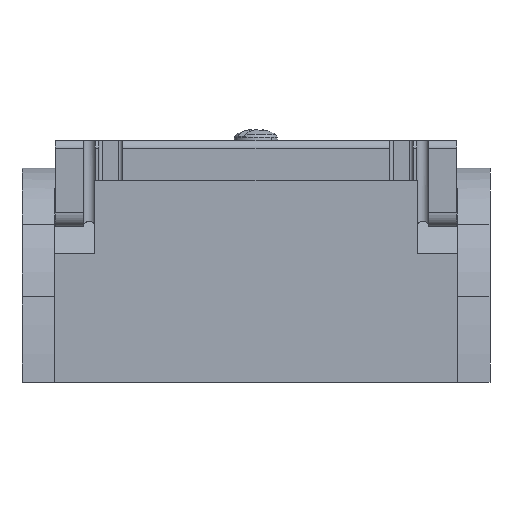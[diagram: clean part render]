
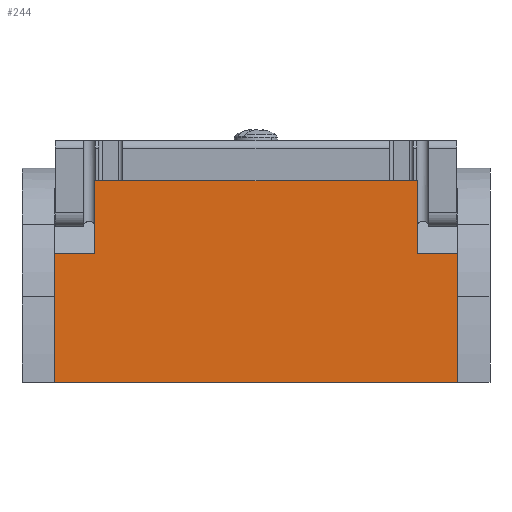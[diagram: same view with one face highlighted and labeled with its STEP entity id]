
A CAD part, front view. The second image highlights one B-rep face of the part: STEP entity #244.
In plain terms, the highlighted planar face has unit normal (0, -1, 0).
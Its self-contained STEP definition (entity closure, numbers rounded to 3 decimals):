
#244=ADVANCED_FACE('',(#661),#662,.T.);
#661=FACE_OUTER_BOUND('',#1098,.T.);
#662=PLANE('',#1099);
#1098=EDGE_LOOP('',(#2791,#2792,#2793,#2794,#2795,#2796,#2797,#2798));
#1099=AXIS2_PLACEMENT_3D('',#2799,#2800,#2801);
#2791=ORIENTED_EDGE('',*,*,#3494,.T.);
#2792=ORIENTED_EDGE('',*,*,#3497,.F.);
#2793=ORIENTED_EDGE('',*,*,#3237,.T.);
#2794=ORIENTED_EDGE('',*,*,#3264,.T.);
#2795=ORIENTED_EDGE('',*,*,#3503,.T.);
#2796=ORIENTED_EDGE('',*,*,#3498,.T.);
#2797=ORIENTED_EDGE('',*,*,#3466,.T.);
#2798=ORIENTED_EDGE('',*,*,#3496,.T.);
#2799=CARTESIAN_POINT('',(-12.5,-51.,0.0));
#2800=DIRECTION('',(0.0,-1.0,0.0));
#2801=DIRECTION('',(1.0,0.0,0.0));
#3237=EDGE_CURVE('',#4018,#4036,#4038,.T.);
#3264=EDGE_CURVE('',#4036,#4080,#4082,.T.);
#3466=EDGE_CURVE('',#4408,#4406,#4409,.T.);
#3494=EDGE_CURVE('',#4458,#4456,#4459,.T.);
#3496=EDGE_CURVE('',#4406,#4458,#4461,.T.);
#3497=EDGE_CURVE('',#4018,#4456,#4462,.T.);
#3498=EDGE_CURVE('',#4463,#4408,#4464,.T.);
#3503=EDGE_CURVE('',#4080,#4463,#4470,.T.);
#4018=VERTEX_POINT('',#5471);
#4036=VERTEX_POINT('',#5495);
#4038=LINE('',#5498,#5499);
#4080=VERTEX_POINT('',#5555);
#4082=LINE('',#5558,#5559);
#4406=VERTEX_POINT('',#6085);
#4408=VERTEX_POINT('',#6088);
#4409=LINE('',#6089,#6090);
#4456=VERTEX_POINT('',#6156);
#4458=VERTEX_POINT('',#6159);
#4459=LINE('',#6160,#6161);
#4461=LINE('',#6164,#6165);
#4462=LINE('',#6166,#6167);
#4463=VERTEX_POINT('',#6168);
#4464=LINE('',#6169,#6170);
#4470=LINE('',#6180,#6181);
#5471=CARTESIAN_POINT('',(-25.,-51.,0.0));
#5495=CARTESIAN_POINT('',(25.,-51.,0.0));
#5498=CARTESIAN_POINT('',(-25.,-51.,0.0));
#5499=VECTOR('',#6728,1.0);
#5555=CARTESIAN_POINT('',(25.,-51.,15.99));
#5558=CARTESIAN_POINT('',(25.,-51.,0.0));
#5559=VECTOR('',#6777,1.0);
#6085=CARTESIAN_POINT('',(-20.0,-51.,25.0));
#6088=CARTESIAN_POINT('',(20.0,-51.,25.0));
#6089=CARTESIAN_POINT('',(25.,-51.,25.0));
#6090=VECTOR('',#7098,1.0);
#6156=CARTESIAN_POINT('',(-25.,-51.,15.99));
#6159=CARTESIAN_POINT('',(-20.0,-51.,15.99));
#6160=CARTESIAN_POINT('',(-19.5,-51.,15.99));
#6161=VECTOR('',#7140,1.0);
#6164=CARTESIAN_POINT('',(-20.0,-51.,11.872));
#6165=VECTOR('',#7142,1.0);
#6166=CARTESIAN_POINT('',(-25.,-51.,0.0));
#6167=VECTOR('',#7143,1.0);
#6168=CARTESIAN_POINT('',(20.0,-51.,15.99));
#6169=CARTESIAN_POINT('',(20.0,-51.,11.872));
#6170=VECTOR('',#7144,1.0);
#6180=CARTESIAN_POINT('',(3.75,-51.,15.99));
#6181=VECTOR('',#7149,1.0);
#6728=DIRECTION('',(1.0,0.0,0.0));
#6777=DIRECTION('',(0.0,0.0,1.0));
#7098=DIRECTION('',(-1.0,0.0,0.0));
#7140=DIRECTION('',(-1.0,-0.0,0.));
#7142=DIRECTION('',(0.,0.0,-1.0));
#7143=DIRECTION('',(0.0,0.0,1.0));
#7144=DIRECTION('',(0.,0.0,1.0));
#7149=DIRECTION('',(-1.0,-0.0,0.));
